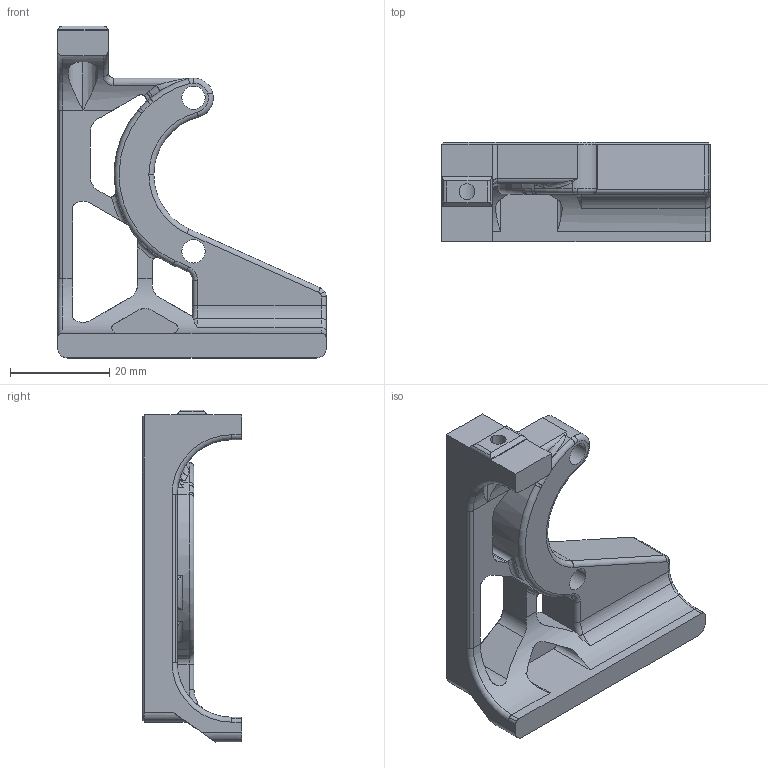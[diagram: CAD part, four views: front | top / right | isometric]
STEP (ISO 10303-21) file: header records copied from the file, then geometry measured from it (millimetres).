
FILE_DESCRIPTION (( 'STEP AP214' ), '1' );
FILE_NAME ('front_skirt_right_250_v2.4_button_PCB.STEP', '2023-01-08T20:59:20', ( '' ), ( '' ), 'SwSTEP 2.0', 'SolidWorks 2022', '' );
FILE_SCHEMA (( 'AUTOMOTIVE_DESIGN' ));
Length unit declared in the file: millimetre
Products named in the file (1): front_skirt_right_250_v2.4_button_PCB
Bounding box: 54.2 x 20 x 67 mm (x, y, z)
Volume: 15977.1 mm3; surface area: 8252.4 mm2
Topology: 1 solids, 1 shells, 199 faces, 511 edges, 310 vertices
Faces by surface type: cylinder 69, plane 60, cone 38, torus 21, bspline 11
Entity records: 6880 total; most frequent: CARTESIAN_POINT 2080, ORIENTED_EDGE 1020, DIRECTION 1005, EDGE_CURVE 510, AXIS2_PLACEMENT_3D 382, VERTEX_POINT 310, LINE 241, VECTOR 241
